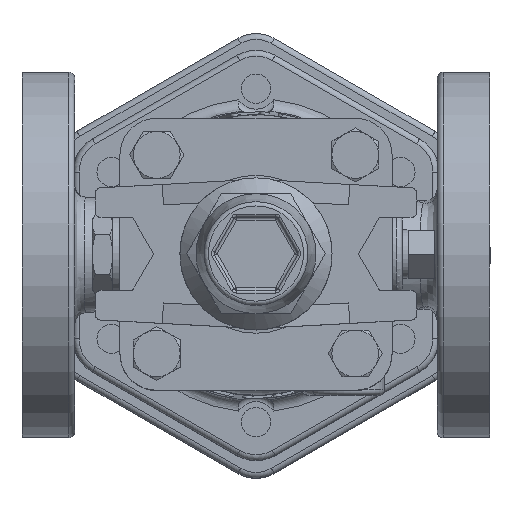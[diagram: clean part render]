
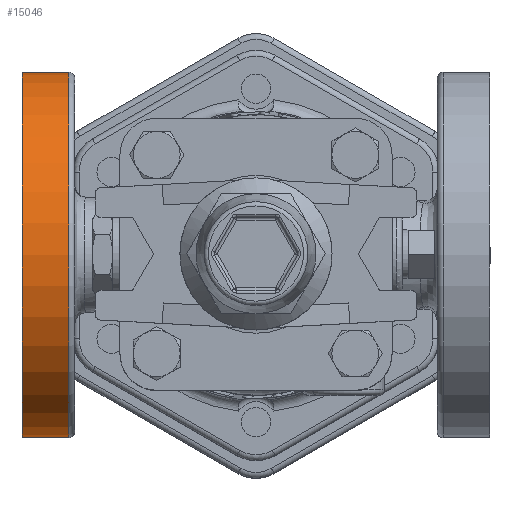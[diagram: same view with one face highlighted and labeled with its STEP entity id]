
A CAD part, top view. The second image highlights one B-rep face of the part: STEP entity #15046.
In plain terms, the highlighted cylindrical face has radius 62.5 mm (diameter 125 mm), a full revolution.
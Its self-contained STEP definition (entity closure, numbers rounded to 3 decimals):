
#2914=FACE_BOUND('',#5099,.T.);
#3127=CYLINDRICAL_SURFACE('',#16679,62.5);
#3917=FACE_OUTER_BOUND('',#5098,.T.);
#5098=EDGE_LOOP('',(#13008));
#5099=EDGE_LOOP('',(#13009));
#6053=CIRCLE('',#16673,62.5);
#6059=CIRCLE('',#16680,62.5);
#7339=VERTEX_POINT('',#28120);
#7345=VERTEX_POINT('',#28133);
#9303=EDGE_CURVE('',#7339,#7339,#6053,.T.);
#9309=EDGE_CURVE('',#7345,#7345,#6059,.T.);
#13008=ORIENTED_EDGE('',*,*,#9309,.F.);
#13009=ORIENTED_EDGE('',*,*,#9303,.F.);
#15046=ADVANCED_FACE('',(#3917,#2914),#3127,.T.);
#16673=AXIS2_PLACEMENT_3D('',#28121,#20341,#20342);
#16679=AXIS2_PLACEMENT_3D('',#28132,#20353,#20354);
#16680=AXIS2_PLACEMENT_3D('',#28134,#20355,#20356);
#20341=DIRECTION('center_axis',(-1.,0.,0.));
#20342=DIRECTION('ref_axis',(0.,0.,1.));
#20353=DIRECTION('center_axis',(-1.,0.,0.));
#20354=DIRECTION('ref_axis',(0.,0.,1.));
#20355=DIRECTION('center_axis',(1.,0.,0.));
#20356=DIRECTION('ref_axis',(0.,0.,1.));
#28120=CARTESIAN_POINT('',(-80.,0.,31.5));
#28121=CARTESIAN_POINT('Origin',(-80.,0.,94.));
#28132=CARTESIAN_POINT('Origin',(-80.,0.,94.));
#28133=CARTESIAN_POINT('',(-64.,0.,31.5));
#28134=CARTESIAN_POINT('Origin',(-64.,0.,94.));
